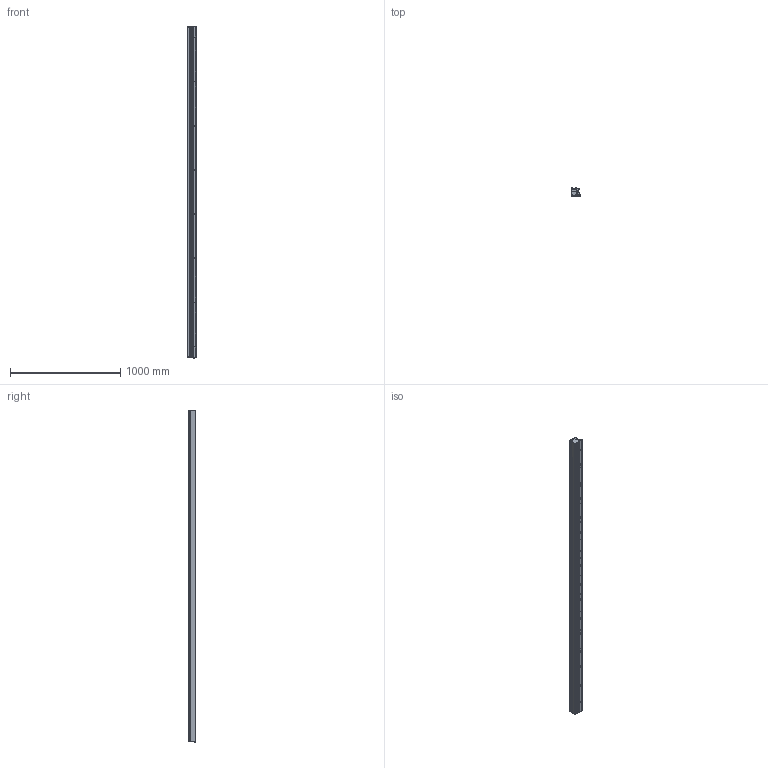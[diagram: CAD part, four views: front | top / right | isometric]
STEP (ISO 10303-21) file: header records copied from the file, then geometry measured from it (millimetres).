
FILE_DESCRIPTION (( 'STEP AP214' ), '1' );
FILE_NAME ('CPREG2NAR300AS3_STPALL.STEP', '2023-11-15T13:06:52', ( '' ), ( '' ), 'SwSTEP 2.0', 'SolidWorks 2020', '' );
FILE_SCHEMA (( 'AUTOMOTIVE_DESIGN' ));
Length unit declared in the file: millimetre
Products named in the file (13): MP0817-18-19-20-21-ARMATURE PLATE HOUSING WITHOUT TAPPING 1_MP0821-3000MM FIXATION OBLONG; MP0759-60-61-62-63-SCREW COVER_MP0763-3000MM; MP0112-13-14-15 EML HOUSING_MP0930-EMLH 2984-3; V30035x; PA0212-13-14-PACKING OF PANEL PLUGS_PA0212-CPREG-40; MP0902-APH END CAP 1_NA; MP0102-SP END CAP 1_NA; DIN 7500 M - M3 x 8 - Z --- 8S_ISO 7046-1 - M3 x 8 - Z --- 8S; CPREG2NAR300AS3_STPALL; PP0270-PANEL PLUG DIAM 15.9; MP0903-APH END CAP 2_NA; PA0212-13-14-PACKING OF PANEL PLUGS_PA0214-CPREG-220-250-300; MP0389-AP ASSEMBLY
Assembly tree (31 placements, depth 3):
  CPREG2NAR300AS3_STPALL
    MP0112-13-14-15 EML HOUSING_MP0930-EMLH 2984-3
    V30035x  x3
    PA0212-13-14-PACKING OF PANEL PLUGS_PA0214-CPREG-220-250-300
      PP0270-PANEL PLUG DIAM 15.9  x6
    PA0212-13-14-PACKING OF PANEL PLUGS_PA0212-CPREG-40
      PP0270-PANEL PLUG DIAM 15.9  x2
    MP0102-SP END CAP 1_NA  x2
    DIN 7500 M - M3 x 8 - Z --- 8S_ISO 7046-1 - M3 x 8 - Z --- 8S  x8
    MP0817-18-19-20-21-ARMATURE PLATE HOUSING WITHOUT TAPPING 1_MP0821-3000MM FIXATION OBLONG
    MP0759-60-61-62-63-SCREW COVER_MP0763-3000MM
    MP0903-APH END CAP 2_NA
    MP0902-APH END CAP 1_NA
    MP0389-AP ASSEMBLY  x3
Bounding box: 90.4 x 70.35 x 3006 mm (x, y, z)
Volume: 4434359.2 mm3; surface area: 3218902.6 mm2
Topology: 35 solids, 35 shells, 2442 faces, 6691 edges, 4273 vertices
Faces by surface type: plane 926, cylinder 872, cone 582, torus 38, bspline 24
Entity records: 36786 total; most frequent: CARTESIAN_POINT 7732, ORIENTED_EDGE 5988, DIRECTION 5751, EDGE_CURVE 2994, AXIS2_PLACEMENT_3D 2101, VERTEX_POINT 1965, VECTOR 1549, LINE 1549
